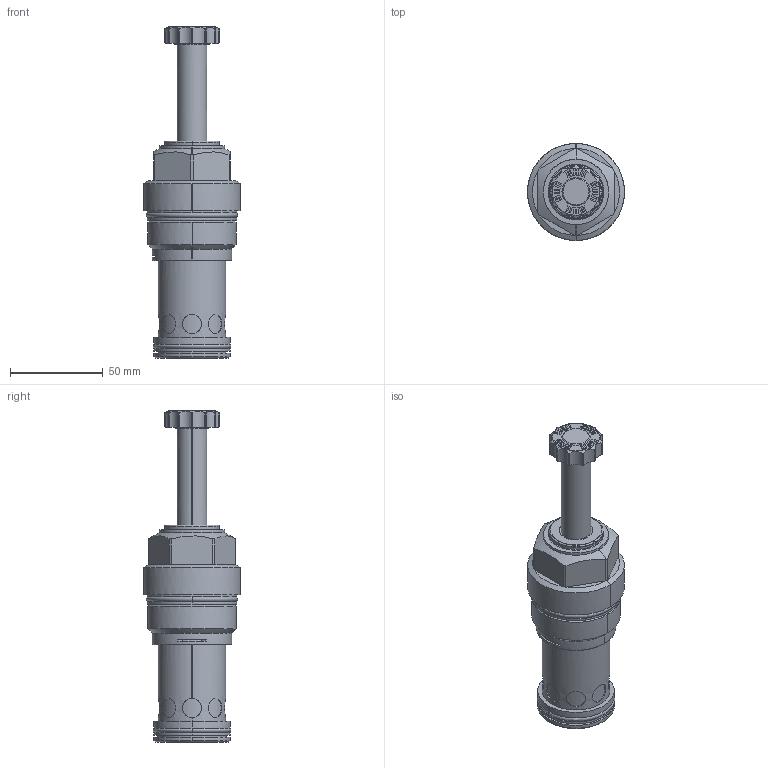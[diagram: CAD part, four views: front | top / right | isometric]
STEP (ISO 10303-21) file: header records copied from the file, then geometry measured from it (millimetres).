
FILE_DESCRIPTION((''),'2;1');
FILE_NAME('DFFIXCN_SW_PRT','2020-05-19T',('charlief'),(''),'PRO/ENGINEER BY PARAMETRIC TECHNOLOGY CORPORATION, 2016010','PRO/ENGINEER BY PARAMETRIC TECHNOLOGY CORPORATION, 2016010','');
FILE_SCHEMA(('CONFIG_CONTROL_DESIGN'));
Products named in the file (1): DFFIXCN_SW_PRT
Bounding box: 52.3 x 52.3 x 178.97 mm (x, y, z)
Surface area: 34311.5 mm2 (no closed solid volume)
Topology: 0 solids, 0 shells, 389 faces, 1954 edges, 1942 vertices
Faces by surface type: bspline 369, torus 20
Entity records: 60460 total; most frequent: CARTESIAN_POINT 43292, DIRECTION 2613, TRIMMED_CURVE 2297, VECTOR 2021, LINE 2021, DEFINITIONAL_REPRESENTATION 1930, PCURVE 1930, COMPOSITE_CURVE_SEGMENT 1930
